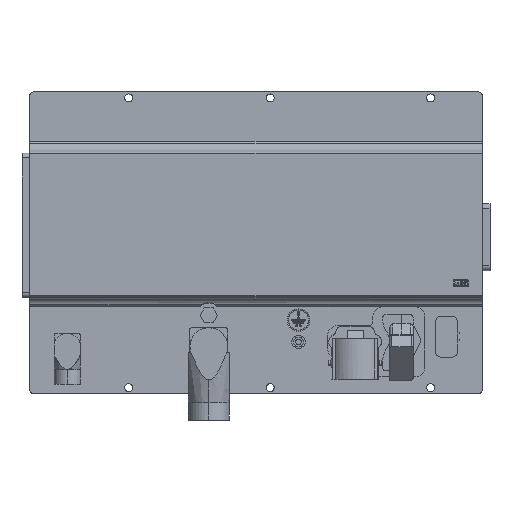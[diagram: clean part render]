
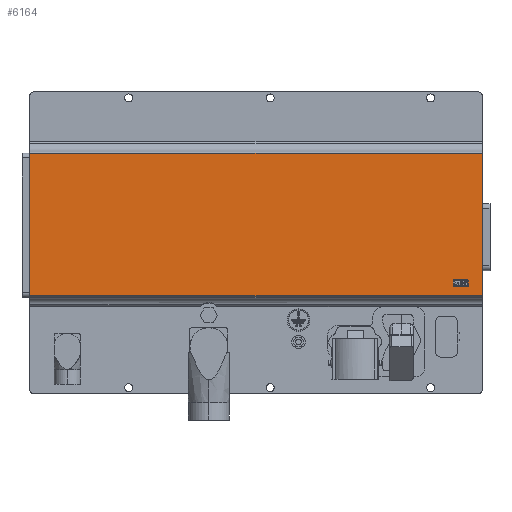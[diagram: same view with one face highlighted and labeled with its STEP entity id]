
A CAD part, front view. The second image highlights one B-rep face of the part: STEP entity #6164.
In plain terms, the highlighted face is planar.
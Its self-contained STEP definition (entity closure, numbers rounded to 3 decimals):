
#203 = LINE ( 'NONE', #315, #24035 ) ;
#315 = CARTESIAN_POINT ( 'NONE',  ( -1.1, 480., 53. ) ) ;
#995 = VERTEX_POINT ( 'NONE', #4016 ) ;
#2971 = ORIENTED_EDGE ( 'NONE', *, *, #17776, .T. ) ;
#3014 = LINE ( 'NONE', #21893, #3182 ) ;
#3182 = VECTOR ( 'NONE', #20164, 1000. ) ;
#3270 = DIRECTION ( 'NONE',  ( 0., 0., 1. ) ) ;
#3330 = DIRECTION ( 'NONE',  ( 0., 0., -1. ) ) ;
#3712 = ORIENTED_EDGE ( 'NONE', *, *, #18540, .T. ) ;
#4016 = CARTESIAN_POINT ( 'NONE',  ( -1.1, 480., 64.871 ) ) ;
#4444 = VECTOR ( 'NONE', #3270, 1000. ) ;
#4524 = ORIENTED_EDGE ( 'NONE', *, *, #11077, .T. ) ;
#5342 = CARTESIAN_POINT ( 'NONE',  ( -1.1, 0., 189.5 ) ) ;
#5960 = VECTOR ( 'NONE', #6614, 1000. ) ;
#6119 = VERTEX_POINT ( 'NONE', #8641 ) ;
#6164 = ADVANCED_FACE ( 'NONE', ( #18148 ), #16809, .T. ) ;
#6336 = ORIENTED_EDGE ( 'NONE', *, *, #23314, .F. ) ;
#6459 = ORIENTED_EDGE ( 'NONE', *, *, #18708, .F. ) ;
#6614 = DIRECTION ( 'NONE',  ( 0., -1., 0. ) ) ;
#6990 = CARTESIAN_POINT ( 'NONE',  ( -1.1, 0., 189.5 ) ) ;
#7368 = EDGE_CURVE ( 'NONE', #995, #15028, #24204, .T. ) ;
#7885 = CARTESIAN_POINT ( 'NONE',  ( -1.1, 1100., 216.129 ) ) ;
#8637 = VERTEX_POINT ( 'NONE', #11869 ) ;
#8641 = CARTESIAN_POINT ( 'NONE',  ( -1.1, 0., 186.679 ) ) ;
#9707 = DIRECTION ( 'NONE',  ( 0., 0., 1. ) ) ;
#10579 = CARTESIAN_POINT ( 'NONE',  ( -1.1, 480., 67.821 ) ) ;
#10767 = CARTESIAN_POINT ( 'NONE',  ( -1.1, 0., 118.5 ) ) ;
#10907 = VERTEX_POINT ( 'NONE', #14820 ) ;
#11016 = DIRECTION ( 'NONE',  ( 0., 0., 1. ) ) ;
#11062 = ORIENTED_EDGE ( 'NONE', *, *, #15928, .F. ) ;
#11066 = ORIENTED_EDGE ( 'NONE', *, *, #7368, .T. ) ;
#11077 = EDGE_CURVE ( 'NONE', #22434, #995, #13210, .T. ) ;
#11144 = LINE ( 'NONE', #5342, #14551 ) ;
#11869 = CARTESIAN_POINT ( 'NONE',  ( -1.1, 480., 215.179 ) ) ;
#11891 = EDGE_LOOP ( 'NONE', ( #11066, #6459, #2971, #3712, #6336, #13806, #11062, #4524 ) ) ;
#12764 = LINE ( 'NONE', #10767, #23137 ) ;
#12865 = CARTESIAN_POINT ( 'NONE',  ( -1.1, 40., 189.5 ) ) ;
#12994 = DIRECTION ( 'NONE',  ( 0., 0., 1. ) ) ;
#13210 = LINE ( 'NONE', #24301, #17204 ) ;
#13806 = ORIENTED_EDGE ( 'NONE', *, *, #14486, .F. ) ;
#14039 = LINE ( 'NONE', #7885, #5960 ) ;
#14331 = VERTEX_POINT ( 'NONE', #15484 ) ;
#14486 = EDGE_CURVE ( 'NONE', #14331, #6119, #12764, .T. ) ;
#14551 = VECTOR ( 'NONE', #18294, 1000. ) ;
#14714 = DIRECTION ( 'NONE',  ( 1., 0., 0. ) ) ;
#14820 = CARTESIAN_POINT ( 'NONE',  ( -1.1, 0., 216.129 ) ) ;
#15028 = VERTEX_POINT ( 'NONE', #10579 ) ;
#15484 = CARTESIAN_POINT ( 'NONE',  ( -1.1, 0., 121.321 ) ) ;
#15928 = EDGE_CURVE ( 'NONE', #22434, #14331, #11144, .T. ) ;
#16702 = AXIS2_PLACEMENT_3D ( 'NONE', #12865, #14714, #3330 ) ;
#16809 = PLANE ( 'NONE',  #16702 ) ;
#16891 = CARTESIAN_POINT ( 'NONE',  ( -1.1, 0., 64.871 ) ) ;
#17143 = DIRECTION ( 'NONE',  ( 0., 1., 0. ) ) ;
#17204 = VECTOR ( 'NONE', #17143, 1000. ) ;
#17776 = EDGE_CURVE ( 'NONE', #8637, #18350, #203, .T. ) ;
#18148 = FACE_OUTER_BOUND ( 'NONE', #11891, .T. ) ;
#18294 = DIRECTION ( 'NONE',  ( 0., 0., 1. ) ) ;
#18350 = VERTEX_POINT ( 'NONE', #19866 ) ;
#18540 = EDGE_CURVE ( 'NONE', #18350, #10907, #14039, .T. ) ;
#18708 = EDGE_CURVE ( 'NONE', #8637, #15028, #3014, .T. ) ;
#19866 = CARTESIAN_POINT ( 'NONE',  ( -1.1, 480., 216.129 ) ) ;
#20164 = DIRECTION ( 'NONE',  ( 0., 0., -1. ) ) ;
#20171 = LINE ( 'NONE', #6990, #4444 ) ;
#20605 = VECTOR ( 'NONE', #12994, 1000. ) ;
#21893 = CARTESIAN_POINT ( 'NONE',  ( -1.1, 480., 218. ) ) ;
#22434 = VERTEX_POINT ( 'NONE', #16891 ) ;
#22454 = CARTESIAN_POINT ( 'NONE',  ( -1.1, 480., 53. ) ) ;
#23137 = VECTOR ( 'NONE', #11016, 1000. ) ;
#23314 = EDGE_CURVE ( 'NONE', #6119, #10907, #20171, .T. ) ;
#24035 = VECTOR ( 'NONE', #9707, 1000. ) ;
#24204 = LINE ( 'NONE', #22454, #20605 ) ;
#24301 = CARTESIAN_POINT ( 'NONE',  ( -1.1, 1100., 64.871 ) ) ;
